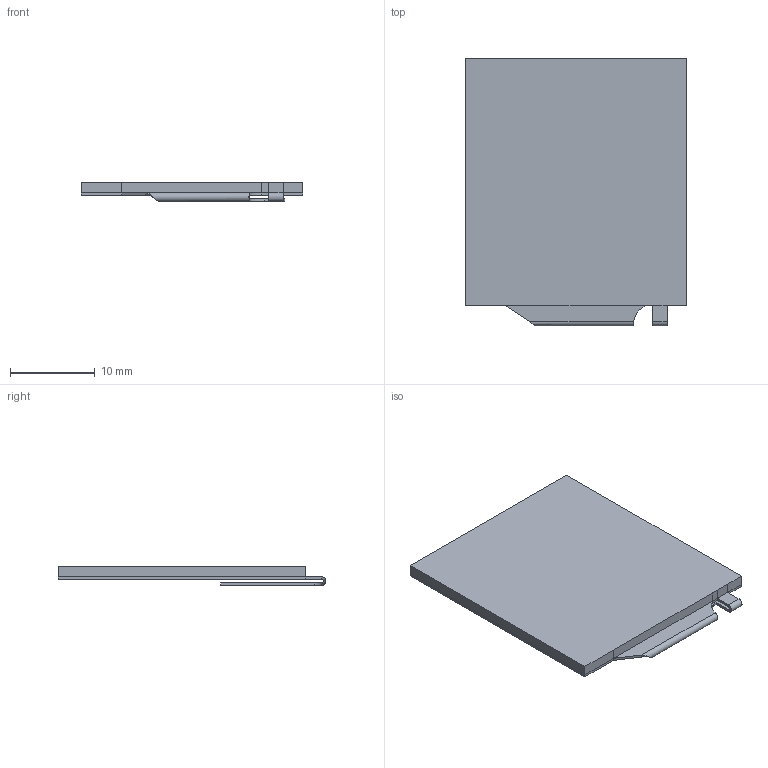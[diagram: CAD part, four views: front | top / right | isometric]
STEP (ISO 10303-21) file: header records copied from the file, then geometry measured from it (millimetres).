
FILE_DESCRIPTION(('FreeCAD Model'),'2;1');
FILE_NAME('Open CASCADE Shape Model','2023-07-17T05:52:38',(''),(''), 'Open CASCADE STEP processor 7.6','FreeCAD','Unknown');
FILE_SCHEMA(('AUTOMOTIVE_DESIGN { 1 0 10303 214 1 1 1 1 }'));
Length unit declared in the file: millimetre
Products named in the file (1): Pad002
Bounding box: 26.16 x 31.62 x 2.2 mm (x, y, z)
Volume: 1206.9 mm3; surface area: 2110 mm2
Topology: 1 solids, 1 shells, 48 faces, 112 edges, 64 vertices
Faces by surface type: plane 32, cylinder 10, bspline 5, extrusion 1
Full cylindrical faces by diameter (mm): 0.8 x2
Entity records: 4720 total; most frequent: CARTESIAN_POINT 2105, DIRECTION 406, VECTOR 276, LINE 275, ORIENTED_EDGE 224, PCURVE 224, DEFINITIONAL_REPRESENTATION 224, EDGE_CURVE 112
